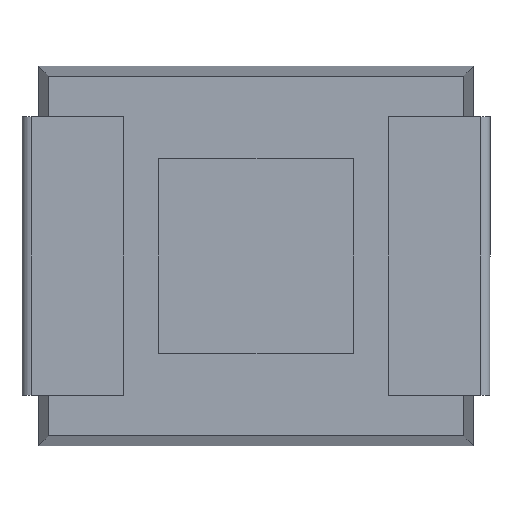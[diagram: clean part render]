
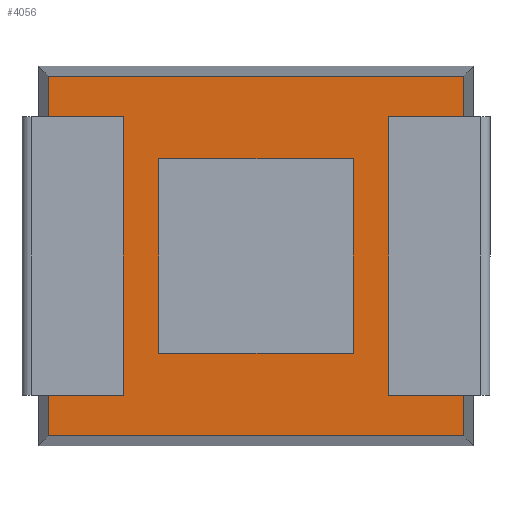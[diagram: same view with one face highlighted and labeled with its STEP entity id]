
A CAD part, front view. The second image highlights one B-rep face of the part: STEP entity #4056.
In plain terms, the highlighted planar face has unit normal (0, -1, 0).
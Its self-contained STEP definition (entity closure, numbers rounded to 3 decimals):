
#58 = VERTEX_POINT ( 'NONE', #1647 ) ;
#181 = CARTESIAN_POINT ( 'NONE',  ( 0.95, 0., -2.27 ) ) ;
#316 = VECTOR ( 'NONE', #3571, 1000. ) ;
#373 = CARTESIAN_POINT ( 'NONE',  ( 0.079, 0., -2.921 ) ) ;
#403 = VECTOR ( 'NONE', #3604, 1000. ) ;
#426 = DIRECTION ( 'NONE',  ( -1., 0., 0. ) ) ;
#435 = FACE_OUTER_BOUND ( 'NONE', #1375, .T. ) ;
#475 = ORIENTED_EDGE ( 'NONE', *, *, #3932, .F. ) ;
#482 = CARTESIAN_POINT ( 'NONE',  ( 2.49, 0., -0.73 ) ) ;
#500 = CARTESIAN_POINT ( 'NONE',  ( 3.361, 0., -2.921 ) ) ;
#502 = EDGE_CURVE ( 'NONE', #506, #2606, #2919, .T. ) ;
#506 = VERTEX_POINT ( 'NONE', #482 ) ;
#598 = PLANE ( 'NONE',  #3341 ) ;
#605 = VECTOR ( 'NONE', #3297, 1000. ) ;
#734 = LINE ( 'NONE', #1236, #1802 ) ;
#780 = ORIENTED_EDGE ( 'NONE', *, *, #4021, .F. ) ;
#906 = EDGE_CURVE ( 'NONE', #3731, #58, #1614, .T. ) ;
#947 = CARTESIAN_POINT ( 'NONE',  ( 3.361, 0., -0.079 ) ) ;
#952 = CARTESIAN_POINT ( 'NONE',  ( 0., 0., 0. ) ) ;
#1073 = CARTESIAN_POINT ( 'NONE',  ( 0.95, 0., -0.73 ) ) ;
#1148 = VERTEX_POINT ( 'NONE', #373 ) ;
#1177 = EDGE_CURVE ( 'NONE', #1693, #1148, #1898, .T. ) ;
#1236 = CARTESIAN_POINT ( 'NONE',  ( 0., 0., -0.079 ) ) ;
#1274 = CARTESIAN_POINT ( 'NONE',  ( 3.361, 0., 0. ) ) ;
#1304 = ORIENTED_EDGE ( 'NONE', *, *, #1177, .F. ) ;
#1342 = CARTESIAN_POINT ( 'NONE',  ( 0.079, 0., -0.079 ) ) ;
#1375 = EDGE_LOOP ( 'NONE', ( #3040, #1304, #3788, #780 ) ) ;
#1586 = DIRECTION ( 'NONE',  ( 1., 0., 0. ) ) ;
#1614 = LINE ( 'NONE', #3122, #2318 ) ;
#1647 = CARTESIAN_POINT ( 'NONE',  ( 2.49, 0., -2.27 ) ) ;
#1693 = VERTEX_POINT ( 'NONE', #500 ) ;
#1740 = CARTESIAN_POINT ( 'NONE',  ( 0., 0., -2.921 ) ) ;
#1802 = VECTOR ( 'NONE', #1900, 1000. ) ;
#1826 = DIRECTION ( 'NONE',  ( 0., 0., -1. ) ) ;
#1898 = LINE ( 'NONE', #1740, #2426 ) ;
#1900 = DIRECTION ( 'NONE',  ( 1., 0., 0. ) ) ;
#2066 = CARTESIAN_POINT ( 'NONE',  ( 0.079, 0., 0. ) ) ;
#2120 = CARTESIAN_POINT ( 'NONE',  ( 0.95, 0., -0.73 ) ) ;
#2161 = LINE ( 'NONE', #3818, #316 ) ;
#2188 = ORIENTED_EDGE ( 'NONE', *, *, #502, .F. ) ;
#2318 = VECTOR ( 'NONE', #1586, 1000. ) ;
#2362 = VERTEX_POINT ( 'NONE', #1342 ) ;
#2426 = VECTOR ( 'NONE', #426, 1000. ) ;
#2437 = EDGE_CURVE ( 'NONE', #58, #506, #2161, .T. ) ;
#2480 = DIRECTION ( 'NONE',  ( 0., 0., -1. ) ) ;
#2565 = DIRECTION ( 'NONE',  ( 0., 0., -1. ) ) ;
#2606 = VERTEX_POINT ( 'NONE', #3889 ) ;
#2790 = LINE ( 'NONE', #2066, #605 ) ;
#2919 = LINE ( 'NONE', #1073, #403 ) ;
#2921 = EDGE_CURVE ( 'NONE', #2961, #1693, #3919, .T. ) ;
#2959 = VECTOR ( 'NONE', #1826, 1000. ) ;
#2961 = VERTEX_POINT ( 'NONE', #947 ) ;
#2970 = ORIENTED_EDGE ( 'NONE', *, *, #906, .F. ) ;
#3040 = ORIENTED_EDGE ( 'NONE', *, *, #3230, .F. ) ;
#3077 = VECTOR ( 'NONE', #2565, 1000. ) ;
#3110 = EDGE_LOOP ( 'NONE', ( #2188, #3837, #2970, #475 ) ) ;
#3122 = CARTESIAN_POINT ( 'NONE',  ( 0.95, 0., -2.27 ) ) ;
#3194 = FACE_BOUND ( 'NONE', #3110, .T. ) ;
#3230 = EDGE_CURVE ( 'NONE', #1148, #2362, #2790, .T. ) ;
#3297 = DIRECTION ( 'NONE',  ( 0., 0., 1. ) ) ;
#3341 = AXIS2_PLACEMENT_3D ( 'NONE', #952, #4108, #2480 ) ;
#3571 = DIRECTION ( 'NONE',  ( 0., 0., 1. ) ) ;
#3604 = DIRECTION ( 'NONE',  ( -1., 0., 0. ) ) ;
#3731 = VERTEX_POINT ( 'NONE', #181 ) ;
#3748 = LINE ( 'NONE', #2120, #2959 ) ;
#3788 = ORIENTED_EDGE ( 'NONE', *, *, #2921, .F. ) ;
#3818 = CARTESIAN_POINT ( 'NONE',  ( 2.49, 0., -0.73 ) ) ;
#3837 = ORIENTED_EDGE ( 'NONE', *, *, #2437, .F. ) ;
#3889 = CARTESIAN_POINT ( 'NONE',  ( 0.95, 0., -0.73 ) ) ;
#3919 = LINE ( 'NONE', #1274, #3077 ) ;
#3932 = EDGE_CURVE ( 'NONE', #2606, #3731, #3748, .T. ) ;
#4021 = EDGE_CURVE ( 'NONE', #2362, #2961, #734, .T. ) ;
#4056 = ADVANCED_FACE ( 'NONE', ( #435, #3194 ), #598, .T. ) ;
#4108 = DIRECTION ( 'NONE',  ( 0., -1., 0. ) ) ;
